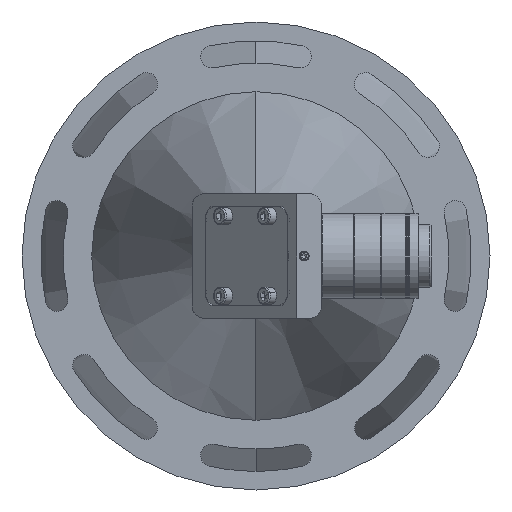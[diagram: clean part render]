
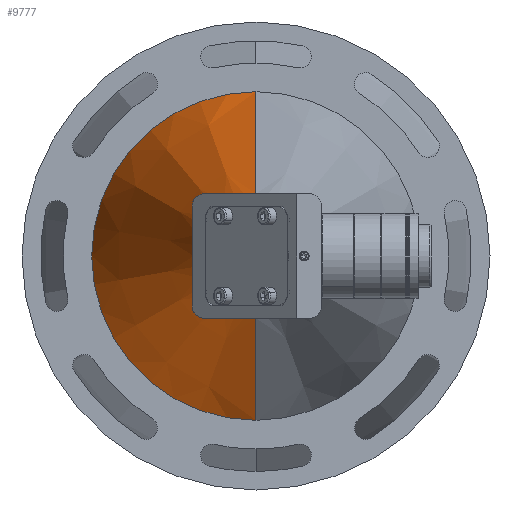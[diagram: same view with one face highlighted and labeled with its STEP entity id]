
A CAD part, front view. The second image highlights one B-rep face of the part: STEP entity #9777.
In plain terms, the highlighted conical face has half-angle 17 degrees and reference radius 66 mm.
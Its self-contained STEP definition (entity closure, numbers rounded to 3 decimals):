
#1823 = CARTESIAN_POINT ( 'NONE',  ( -27.358, 180.745, 0. ) ) ;
#2389 = DIRECTION ( 'NONE',  ( 0., 0., 1. ) ) ;
#2632 = EDGE_CURVE ( 'NONE', #25979, #11320, #4281, .T. ) ;
#4007 = DIRECTION ( 'NONE',  ( 0., 0.956, -0.292 ) ) ;
#4206 = AXIS2_PLACEMENT_3D ( 'NONE', #9407, #35616, #6594 ) ;
#4281 = LINE ( 'NONE', #15357, #33506 ) ;
#5226 = CARTESIAN_POINT ( 'NONE',  ( -27.358, 46.64, 0. ) ) ;
#6301 = DIRECTION ( 'NONE',  ( 0., 1., 0. ) ) ;
#6510 = CARTESIAN_POINT ( 'NONE',  ( -27.358, 180.745, 66. ) ) ;
#6594 = DIRECTION ( 'NONE',  ( 0., 0., 1. ) ) ;
#7050 = ORIENTED_EDGE ( 'NONE', *, *, #32940, .T. ) ;
#9177 = EDGE_CURVE ( 'NONE', #9240, #33181, #29453, .T. ) ;
#9240 = VERTEX_POINT ( 'NONE', #18828 ) ;
#9407 = CARTESIAN_POINT ( 'NONE',  ( -27.358, 180.745, 0. ) ) ;
#9777 = ADVANCED_FACE ( 'NONE', ( #26554 ), #26184, .T. ) ;
#10511 = ORIENTED_EDGE ( 'NONE', *, *, #2632, .T. ) ;
#11320 = VERTEX_POINT ( 'NONE', #6510 ) ;
#14254 = CARTESIAN_POINT ( 'NONE',  ( -27.358, 46.64, 25. ) ) ;
#15357 = CARTESIAN_POINT ( 'NONE',  ( -27.358, 180.745, 66. ) ) ;
#15751 = DIRECTION ( 'NONE',  ( 0., 0.956, 0.292 ) ) ;
#16000 = EDGE_CURVE ( 'NONE', #11320, #33181, #22010, .T. ) ;
#18828 = CARTESIAN_POINT ( 'NONE',  ( -27.358, 46.64, -25. ) ) ;
#22010 = CIRCLE ( 'NONE', #30341, 66. ) ;
#22539 = VECTOR ( 'NONE', #4007, 1000. ) ;
#23254 = DIRECTION ( 'NONE',  ( 0., 0., 1. ) ) ;
#23533 = CARTESIAN_POINT ( 'NONE',  ( -27.358, 180.745, -66. ) ) ;
#24385 = CIRCLE ( 'NONE', #24976, 25. ) ;
#24976 = AXIS2_PLACEMENT_3D ( 'NONE', #5226, #6301, #23254 ) ;
#25881 = EDGE_LOOP ( 'NONE', ( #26575, #7050, #10511, #32293 ) ) ;
#25979 = VERTEX_POINT ( 'NONE', #14254 ) ;
#26184 = CONICAL_SURFACE ( 'NONE', #4206, 66., 0.297 ) ;
#26554 = FACE_OUTER_BOUND ( 'NONE', #25881, .T. ) ;
#26575 = ORIENTED_EDGE ( 'NONE', *, *, #9177, .F. ) ;
#27631 = DIRECTION ( 'NONE',  ( 0., -1., 0. ) ) ;
#29453 = LINE ( 'NONE', #23533, #22539 ) ;
#30341 = AXIS2_PLACEMENT_3D ( 'NONE', #1823, #27631, #2389 ) ;
#30475 = CARTESIAN_POINT ( 'NONE',  ( -27.358, 180.745, -66. ) ) ;
#32293 = ORIENTED_EDGE ( 'NONE', *, *, #16000, .T. ) ;
#32940 = EDGE_CURVE ( 'NONE', #9240, #25979, #24385, .T. ) ;
#33181 = VERTEX_POINT ( 'NONE', #30475 ) ;
#33506 = VECTOR ( 'NONE', #15751, 1000. ) ;
#35616 = DIRECTION ( 'NONE',  ( 0., 1., 0. ) ) ;
